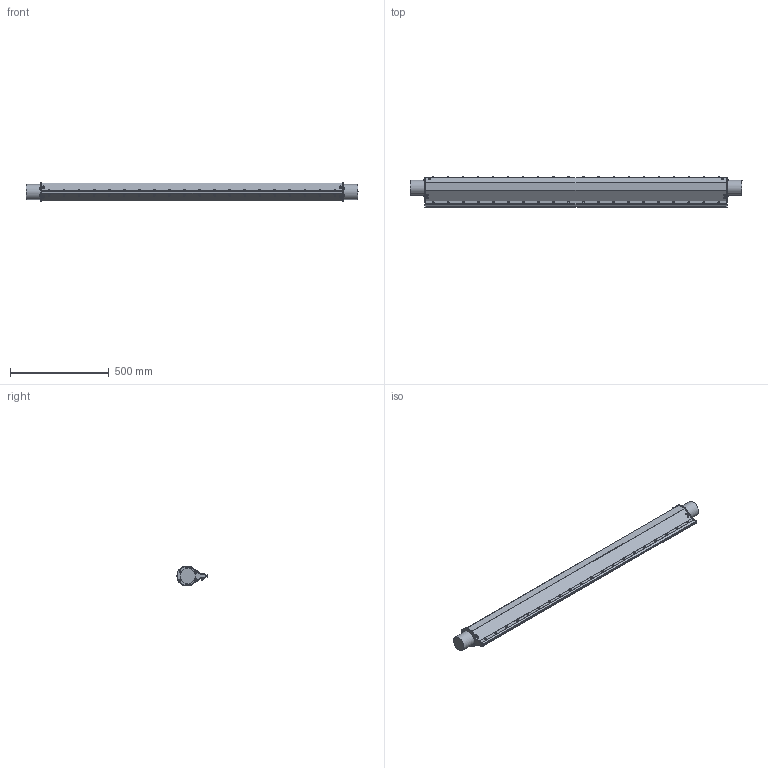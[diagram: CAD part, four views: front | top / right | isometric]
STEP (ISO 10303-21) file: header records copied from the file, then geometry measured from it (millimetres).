
FILE_DESCRIPTION(/* description */ (''),/* implementation_level */ '2;1');
FILE_NAME(/* name */ 'KAB1xxx60 DUMMY.stp',/* time_stamp */ '2018-02-20T10:34:45-05:00',/* author */ ('James'),/* organization */ (''),/* preprocessor_version */ 'ST-DEVELOPER v16.5',/* originating_system */ 'Autodesk Inventor 2017',/* authorisation */ '');
FILE_SCHEMA (('AUTOMOTIVE_DESIGN { 1 0 10303 214 3 1 1 }'));
Products named in the file (1): KAB1xxx60 DUMMY
Bounding box: 1681.18 x 153.75 x 96.52 mm (x, y, z)
Volume: 13232007.6 mm3; surface area: 674372.5 mm2
Topology: 1 solids, 1 shells, 1065 faces, 2268 edges, 1448 vertices
Faces by surface type: plane 426, cone 300, cylinder 239, sphere 40, bspline 40, torus 20
Full cylindrical faces by diameter (mm): 7.6 x8, 8.5 x20, 9 x8, 9.5 x12, 10 x40, 10.135 x20, 10.5 x20, 11 x32, 76.2 x2
Entity records: 87035 total; most frequent: CARTESIAN_POINT 66388, DIRECTION 4190, ORIENTED_EDGE 3852, EDGE_CURVE 1926, AXIS2_PLACEMENT_3D 1878, EDGE_LOOP 1550, VERTEX_POINT 1348, FACE_OUTER_BOUND 1065
